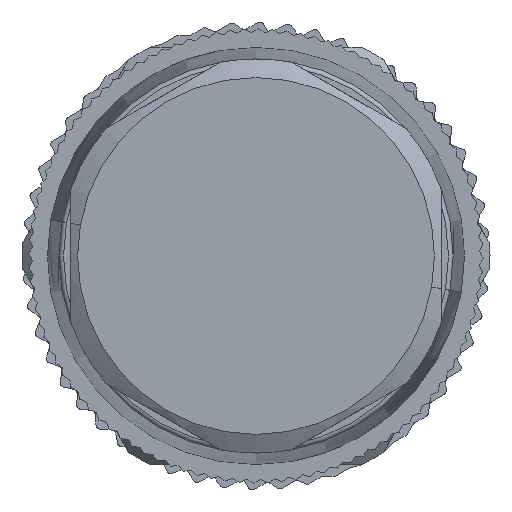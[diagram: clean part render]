
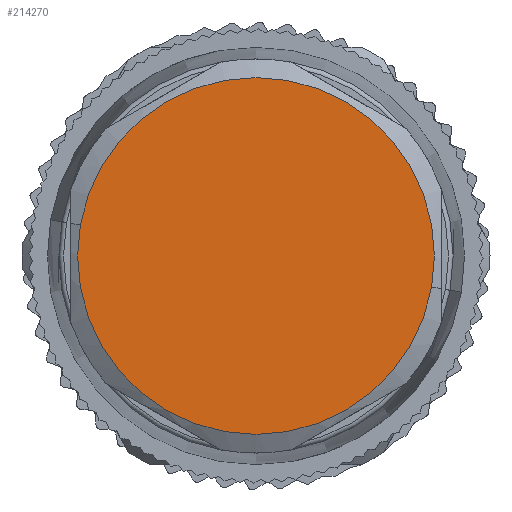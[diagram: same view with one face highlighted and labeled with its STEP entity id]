
A CAD part, left-side view. The second image highlights one B-rep face of the part: STEP entity #214270.
In plain terms, the highlighted face is planar.
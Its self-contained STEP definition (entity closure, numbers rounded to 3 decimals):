
#209370=CARTESIAN_POINT('',(45.,-7.687,
-0.006));
#209380=VERTEX_POINT('',#209370);
#209410=CARTESIAN_POINT('',(45.,0.013,-0.006)
);
#209420=DIRECTION('',(1.,0.,0.));
#209430=DIRECTION('',(0.,-0.174,0.985));
#209440=AXIS2_PLACEMENT_3D('',#209410,#209420,#209430);
#209450=CIRCLE('',#209440,7.7);
#209460=CARTESIAN_POINT('',(45.,7.713,
-0.006));
#209470=VERTEX_POINT('',#209460);
#209480=EDGE_CURVE('',#209380,#209470,#209450,.T.);
#214130=CARTESIAN_POINT('',(45.,0.013,-0.006)
);
#214140=DIRECTION('',(1.,-0.,0.));
#214150=DIRECTION('',(0.,0.174,-0.985));
#214160=AXIS2_PLACEMENT_3D('',#214130,#214140,#214150);
#214170=PLANE('',#214160);
#214180=ORIENTED_EDGE('',*,*,#209480,.T.);
#214190=CARTESIAN_POINT('',(45.,-1.324,7.577));
#214200=VERTEX_POINT('',#214190);
#214210=EDGE_CURVE('',#214200,#209380,#209450,.T.);
#214220=ORIENTED_EDGE('',*,*,#214210,.T.);
#214230=EDGE_CURVE('',#209470,#214200,#209450,.T.);
#214240=ORIENTED_EDGE('',*,*,#214230,.T.);
#214250=EDGE_LOOP('',(#214240,#214220,#214180));
#214260=FACE_OUTER_BOUND('',#214250,.T.);
#214270=ADVANCED_FACE('',(#214260),#214170,.T.);
